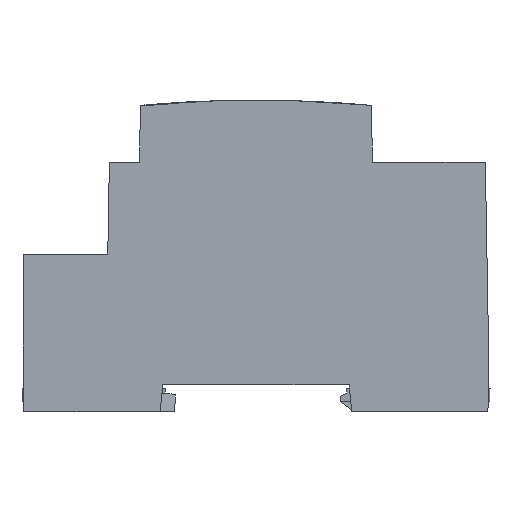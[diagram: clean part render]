
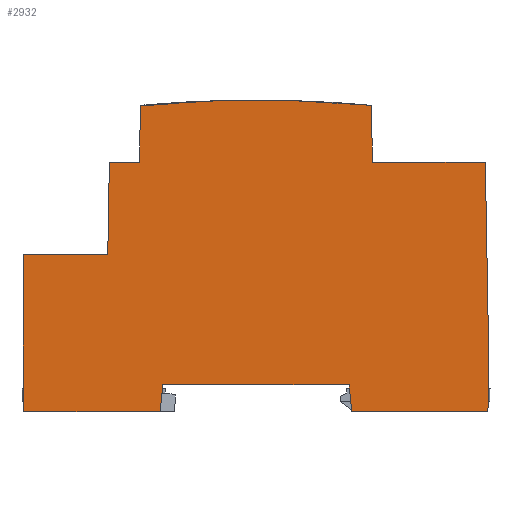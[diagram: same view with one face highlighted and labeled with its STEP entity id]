
A CAD part, left-side view. The second image highlights one B-rep face of the part: STEP entity #2932.
In plain terms, the highlighted planar face has unit normal (-1, 0, 0).
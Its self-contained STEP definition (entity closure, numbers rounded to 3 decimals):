
#2823=AXIS2_PLACEMENT_3D('Plane Axis2P3D',#2820,#2821,#2822) ;
#2885=AXIS2_PLACEMENT_3D('Circle Axis2P3D',#2883,#2884,$) ;
#498=CARTESIAN_POINT('Vertex',(0.,73.522,48.2)) ;
#501=CARTESIAN_POINT('Line Origine',(0.,70.617,48.2)) ;
#505=CARTESIAN_POINT('Vertex',(0.,67.713,48.2)) ;
#1293=CARTESIAN_POINT('Vertex',(0.,90.195,30.4)) ;
#1296=CARTESIAN_POINT('Line Origine',(0.,82.014,30.4)) ;
#1300=CARTESIAN_POINT('Vertex',(0.,73.832,30.4)) ;
#2806=CARTESIAN_POINT('Line Origine',(0.,73.677,39.3)) ;
#2820=CARTESIAN_POINT('Axis2P3D Location',(0.,90.195,30.4)) ;
#2825=CARTESIAN_POINT('Line Origine',(0.,63.463,2.599)) ;
#2829=CARTESIAN_POINT('Vertex',(0.,63.713,0.)) ;
#2831=CARTESIAN_POINT('Vertex',(0.,63.213,5.197)) ;
#2834=CARTESIAN_POINT('Line Origine',(0.,45.213,5.197)) ;
#2838=CARTESIAN_POINT('Vertex',(0.,27.213,5.197)) ;
#2841=CARTESIAN_POINT('Line Origine',(0.,26.963,2.599)) ;
#2845=CARTESIAN_POINT('Vertex',(0.,26.712,0.)) ;
#2848=CARTESIAN_POINT('Line Origine',(0.,13.555,0.)) ;
#2852=CARTESIAN_POINT('Vertex',(0.,0.398,0.)) ;
#2855=CARTESIAN_POINT('Line Origine',(0.,0.314,4.8)) ;
#2859=CARTESIAN_POINT('Vertex',(0.,0.23,9.6)) ;
#2862=CARTESIAN_POINT('Line Origine',(0.,0.567,28.9)) ;
#2866=CARTESIAN_POINT('Vertex',(0.,0.904,48.2)) ;
#2869=CARTESIAN_POINT('Line Origine',(0.,11.809,48.2)) ;
#2873=CARTESIAN_POINT('Vertex',(0.,22.713,48.2)) ;
#2876=CARTESIAN_POINT('Line Origine',(0.,22.809,53.7)) ;
#2880=CARTESIAN_POINT('Vertex',(0.,22.905,59.2)) ;
#2883=CARTESIAN_POINT('Axis2P3D Location',(0.,45.213,-189.803)) ;
#2887=CARTESIAN_POINT('Vertex',(0.,67.521,59.2)) ;
#2890=CARTESIAN_POINT('Line Origine',(0.,67.617,53.7)) ;
#2895=CARTESIAN_POINT('Line Origine',(0.,90.195,20.)) ;
#2899=CARTESIAN_POINT('Vertex',(0.,90.195,9.6)) ;
#2902=CARTESIAN_POINT('Line Origine',(0.,90.112,4.8)) ;
#2906=CARTESIAN_POINT('Vertex',(0.,90.028,0.)) ;
#2909=CARTESIAN_POINT('Line Origine',(0.,76.871,0.)) ;
#502=DIRECTION('Vector Direction',(0.,1.,0.)) ;
#1297=DIRECTION('Vector Direction',(0.,-1.,0.)) ;
#2807=DIRECTION('Vector Direction',(0.,-0.017,1.)) ;
#2821=DIRECTION('Axis2P3D Direction',(1.,0.,0.)) ;
#2822=DIRECTION('Axis2P3D XDirection',(0.,-1.,0.)) ;
#2826=DIRECTION('Vector Direction',(0.,-0.096,0.995)) ;
#2835=DIRECTION('Vector Direction',(0.,-1.,0.)) ;
#2842=DIRECTION('Vector Direction',(0.,-0.096,-0.995)) ;
#2849=DIRECTION('Vector Direction',(0.,1.,0.)) ;
#2856=DIRECTION('Vector Direction',(0.,0.017,-1.)) ;
#2863=DIRECTION('Vector Direction',(0.,0.017,1.)) ;
#2870=DIRECTION('Vector Direction',(0.,1.,0.)) ;
#2877=DIRECTION('Vector Direction',(0.,-0.017,-1.)) ;
#2884=DIRECTION('Axis2P3D Direction',(1.,0.,0.)) ;
#2891=DIRECTION('Vector Direction',(0.,-0.017,1.)) ;
#2896=DIRECTION('Vector Direction',(0.,0.,-1.)) ;
#2903=DIRECTION('Vector Direction',(0.,0.017,1.)) ;
#2910=DIRECTION('Vector Direction',(0.,1.,0.)) ;
#503=VECTOR('Line Direction',#502,1.) ;
#1298=VECTOR('Line Direction',#1297,1.) ;
#2808=VECTOR('Line Direction',#2807,1.) ;
#2827=VECTOR('Line Direction',#2826,1.) ;
#2836=VECTOR('Line Direction',#2835,1.) ;
#2843=VECTOR('Line Direction',#2842,1.) ;
#2850=VECTOR('Line Direction',#2849,1.) ;
#2857=VECTOR('Line Direction',#2856,1.) ;
#2864=VECTOR('Line Direction',#2863,1.) ;
#2871=VECTOR('Line Direction',#2870,1.) ;
#2878=VECTOR('Line Direction',#2877,1.) ;
#2892=VECTOR('Line Direction',#2891,1.) ;
#2897=VECTOR('Line Direction',#2896,1.) ;
#2904=VECTOR('Line Direction',#2903,1.) ;
#2911=VECTOR('Line Direction',#2910,1.) ;
#2915=ORIENTED_EDGE('',*,*,#2833,.T.) ;
#2916=ORIENTED_EDGE('',*,*,#2840,.T.) ;
#2917=ORIENTED_EDGE('',*,*,#2847,.T.) ;
#2918=ORIENTED_EDGE('',*,*,#2854,.T.) ;
#2919=ORIENTED_EDGE('',*,*,#2861,.T.) ;
#2920=ORIENTED_EDGE('',*,*,#2868,.F.) ;
#2921=ORIENTED_EDGE('',*,*,#2875,.F.) ;
#2922=ORIENTED_EDGE('',*,*,#2882,.F.) ;
#2923=ORIENTED_EDGE('',*,*,#2889,.F.) ;
#2924=ORIENTED_EDGE('',*,*,#2894,.F.) ;
#2925=ORIENTED_EDGE('',*,*,#507,.F.) ;
#2926=ORIENTED_EDGE('',*,*,#2810,.F.) ;
#2927=ORIENTED_EDGE('',*,*,#1302,.F.) ;
#2928=ORIENTED_EDGE('',*,*,#2901,.T.) ;
#2929=ORIENTED_EDGE('',*,*,#2908,.F.) ;
#2930=ORIENTED_EDGE('',*,*,#2913,.T.) ;
#2932=ADVANCED_FACE('GEHAEUSE',(#2931),#2824,.F.) ;
#2886=CIRCLE('generated circle',#2885,250.) ;
#507=EDGE_CURVE('',#499,#506,#504,.F.) ;
#1302=EDGE_CURVE('',#1294,#1301,#1299,.T.) ;
#2810=EDGE_CURVE('',#1301,#499,#2809,.T.) ;
#2833=EDGE_CURVE('',#2830,#2832,#2828,.T.) ;
#2840=EDGE_CURVE('',#2832,#2839,#2837,.T.) ;
#2847=EDGE_CURVE('',#2839,#2846,#2844,.T.) ;
#2854=EDGE_CURVE('',#2846,#2853,#2851,.F.) ;
#2861=EDGE_CURVE('',#2853,#2860,#2858,.F.) ;
#2868=EDGE_CURVE('',#2867,#2860,#2865,.F.) ;
#2875=EDGE_CURVE('',#2874,#2867,#2872,.F.) ;
#2882=EDGE_CURVE('',#2881,#2874,#2879,.T.) ;
#2889=EDGE_CURVE('',#2888,#2881,#2886,.T.) ;
#2894=EDGE_CURVE('',#506,#2888,#2893,.T.) ;
#2901=EDGE_CURVE('',#1294,#2900,#2898,.T.) ;
#2908=EDGE_CURVE('',#2907,#2900,#2905,.T.) ;
#2913=EDGE_CURVE('',#2907,#2830,#2912,.F.) ;
#2914=EDGE_LOOP('',(#2915,#2916,#2917,#2918,#2919,#2920,#2921,#2922,#2923,#2924,#2925,#2926,#2927,#2928,#2929,#2930)) ;
#2931=FACE_OUTER_BOUND('',#2914,.T.) ;
#504=LINE('Line',#501,#503) ;
#1299=LINE('Line',#1296,#1298) ;
#2809=LINE('Line',#2806,#2808) ;
#2828=LINE('Line',#2825,#2827) ;
#2837=LINE('Line',#2834,#2836) ;
#2844=LINE('Line',#2841,#2843) ;
#2851=LINE('Line',#2848,#2850) ;
#2858=LINE('Line',#2855,#2857) ;
#2865=LINE('Line',#2862,#2864) ;
#2872=LINE('Line',#2869,#2871) ;
#2879=LINE('Line',#2876,#2878) ;
#2893=LINE('Line',#2890,#2892) ;
#2898=LINE('Line',#2895,#2897) ;
#2905=LINE('Line',#2902,#2904) ;
#2912=LINE('Line',#2909,#2911) ;
#2824=PLANE('',#2823) ;
#499=VERTEX_POINT('',#498) ;
#506=VERTEX_POINT('',#505) ;
#1294=VERTEX_POINT('',#1293) ;
#1301=VERTEX_POINT('',#1300) ;
#2830=VERTEX_POINT('',#2829) ;
#2832=VERTEX_POINT('',#2831) ;
#2839=VERTEX_POINT('',#2838) ;
#2846=VERTEX_POINT('',#2845) ;
#2853=VERTEX_POINT('',#2852) ;
#2860=VERTEX_POINT('',#2859) ;
#2867=VERTEX_POINT('',#2866) ;
#2874=VERTEX_POINT('',#2873) ;
#2881=VERTEX_POINT('',#2880) ;
#2888=VERTEX_POINT('',#2887) ;
#2900=VERTEX_POINT('',#2899) ;
#2907=VERTEX_POINT('',#2906) ;
